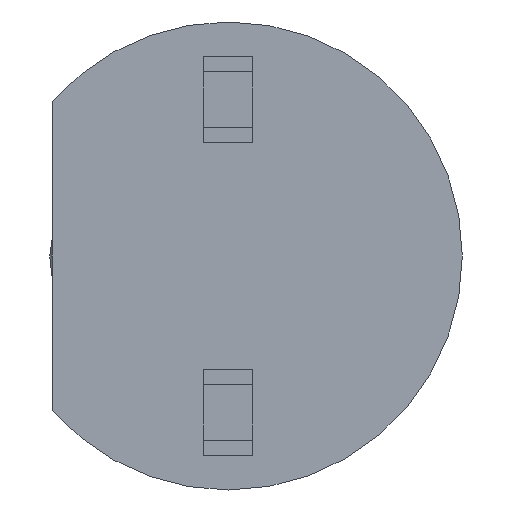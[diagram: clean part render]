
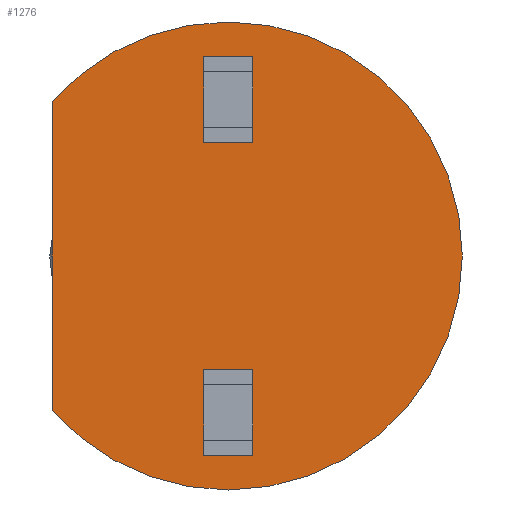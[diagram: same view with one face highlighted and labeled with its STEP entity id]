
A CAD part, front view. The second image highlights one B-rep face of the part: STEP entity #1276.
In plain terms, the highlighted planar face has unit normal (0, -1, 0).
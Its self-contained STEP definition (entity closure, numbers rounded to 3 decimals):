
#163 = VERTEX_POINT ( 'NONE', #4108 ) ;
#214 = EDGE_CURVE ( 'NONE', #15899, #163, #4214, .T. ) ;
#660 = EDGE_CURVE ( 'NONE', #662, #764, #5948, .T. ) ;
#662 = VERTEX_POINT ( 'NONE', #5949 ) ;
#738 = EDGE_CURVE ( 'NONE', #764, #786, #6174, .T. ) ;
#764 = VERTEX_POINT ( 'NONE', #6245 ) ;
#786 = VERTEX_POINT ( 'NONE', #6308 ) ;
#1242 = ORIENTED_EDGE ( 'NONE', *, *, #1244, .T. ) ;
#1244 = EDGE_CURVE ( 'NONE', #1246, #1248, #7449, .T. ) ;
#1246 = VERTEX_POINT ( 'NONE', #7445 ) ;
#1248 = VERTEX_POINT ( 'NONE', #7444 ) ;
#1250 = ORIENTED_EDGE ( 'NONE', *, *, #1252, .F. ) ;
#1252 = EDGE_CURVE ( 'NONE', #1254, #1248, #7439, .T. ) ;
#1254 = VERTEX_POINT ( 'NONE', #7434 ) ;
#1256 = ORIENTED_EDGE ( 'NONE', *, *, #1258, .F. ) ;
#1258 = EDGE_CURVE ( 'NONE', #1259, #1254, #7429, .T. ) ;
#1259 = VERTEX_POINT ( 'NONE', #7425 ) ;
#1261 = ORIENTED_EDGE ( 'NONE', *, *, #1262, .T. ) ;
#1262 = EDGE_CURVE ( 'NONE', #1259, #1246, #7464, .T. ) ;
#1265 = EDGE_LOOP ( 'NONE', ( #1267, #1387, #1388, #1390 ) ) ;
#1267 = ORIENTED_EDGE ( 'NONE', *, *, #1298, .T. ) ;
#1271 = EDGE_CURVE ( 'NONE', #786, #1300, #7456, .T. ) ;
#1276 = ADVANCED_FACE ( 'NONE', ( #7509, #7508, #7507 ), #7559, .T. ) ;
#1278 = EDGE_LOOP ( 'NONE', ( #1279, #1287, #1291, #1293 ) ) ;
#1279 = ORIENTED_EDGE ( 'NONE', *, *, #1281, .T. ) ;
#1281 = EDGE_CURVE ( 'NONE', #1283, #1285, #7551, .T. ) ;
#1283 = VERTEX_POINT ( 'NONE', #7544 ) ;
#1285 = VERTEX_POINT ( 'NONE', #7543 ) ;
#1287 = ORIENTED_EDGE ( 'NONE', *, *, #1289, .T. ) ;
#1289 = EDGE_CURVE ( 'NONE', #1285, #163, #7582, .T. ) ;
#1291 = ORIENTED_EDGE ( 'NONE', *, *, #214, .F. ) ;
#1293 = ORIENTED_EDGE ( 'NONE', *, *, #1295, .F. ) ;
#1295 = EDGE_CURVE ( 'NONE', #1283, #15899, #7573, .T. ) ;
#1297 = EDGE_LOOP ( 'NONE', ( #1242, #1250, #1256, #1261 ) ) ;
#1298 = EDGE_CURVE ( 'NONE', #1300, #662, #7568, .T. ) ;
#1300 = VERTEX_POINT ( 'NONE', #7610 ) ;
#1387 = ORIENTED_EDGE ( 'NONE', *, *, #660, .T. ) ;
#1388 = ORIENTED_EDGE ( 'NONE', *, *, #738, .T. ) ;
#1390 = ORIENTED_EDGE ( 'NONE', *, *, #1271, .T. ) ;
#4108 = CARTESIAN_POINT ( 'NONE',  ( 0.2, -3.8, -1.045 ) ) ;
#4211 = DIRECTION ( 'NONE',  ( 0., 0., 1. ) ) ;
#4212 = VECTOR ( 'NONE', #4211, 1000. ) ;
#4213 = CARTESIAN_POINT ( 'NONE',  ( 0.2, -3.8, -4.071 ) ) ;
#4214 = LINE ( 'NONE', #4213, #4212 ) ;
#5944 = DIRECTION ( 'NONE',  ( 0., 0., -1. ) ) ;
#5945 = DIRECTION ( 'NONE',  ( 0., -1., 0. ) ) ;
#5946 = CARTESIAN_POINT ( 'NONE',  ( 0., -3.8, 0. ) ) ;
#5947 = AXIS2_PLACEMENT_3D ( 'NONE', #5946, #5945, #5944 ) ;
#5948 = CIRCLE ( 'NONE', #5947, 1.9 ) ;
#5949 = CARTESIAN_POINT ( 'NONE',  ( 0., -3.8, -1.9 ) ) ;
#6159 = DIRECTION ( 'NONE',  ( 0., 0., -1. ) ) ;
#6160 = DIRECTION ( 'NONE',  ( 0., -1., 0. ) ) ;
#6172 = CARTESIAN_POINT ( 'NONE',  ( 0., -3.8, 0. ) ) ;
#6173 = AXIS2_PLACEMENT_3D ( 'NONE', #6172, #6160, #6159 ) ;
#6174 = CIRCLE ( 'NONE', #6173, 1.9 ) ;
#6245 = CARTESIAN_POINT ( 'NONE',  ( 0., -3.8, 1.9 ) ) ;
#6308 = CARTESIAN_POINT ( 'NONE',  ( -1.428, -3.8, 1.253 ) ) ;
#7425 = CARTESIAN_POINT ( 'NONE',  ( -0.2, -3.8, 1.495 ) ) ;
#7426 = DIRECTION ( 'NONE',  ( 0., 0., -1. ) ) ;
#7427 = VECTOR ( 'NONE', #7426, 1000. ) ;
#7428 = CARTESIAN_POINT ( 'NONE',  ( -0.2, -3.8, -4.071 ) ) ;
#7429 = LINE ( 'NONE', #7428, #7427 ) ;
#7434 = CARTESIAN_POINT ( 'NONE',  ( -0.2, -3.8, 1.045 ) ) ;
#7436 = DIRECTION ( 'NONE',  ( 1., 0., 0. ) ) ;
#7437 = VECTOR ( 'NONE', #7436, 1000. ) ;
#7438 = CARTESIAN_POINT ( 'NONE',  ( 0.236, -3.8, 1.045 ) ) ;
#7439 = LINE ( 'NONE', #7438, #7437 ) ;
#7444 = CARTESIAN_POINT ( 'NONE',  ( 0.2, -3.8, 1.045 ) ) ;
#7445 = CARTESIAN_POINT ( 'NONE',  ( 0.2, -3.8, 1.495 ) ) ;
#7446 = DIRECTION ( 'NONE',  ( 0., 0., -1. ) ) ;
#7447 = VECTOR ( 'NONE', #7446, 1000. ) ;
#7448 = CARTESIAN_POINT ( 'NONE',  ( 0.2, -3.8, -4.071 ) ) ;
#7449 = LINE ( 'NONE', #7448, #7447 ) ;
#7456 = LINE ( 'NONE', #7534, #7533 ) ;
#7461 = DIRECTION ( 'NONE',  ( 1., 0., 0. ) ) ;
#7462 = VECTOR ( 'NONE', #7461, 1000. ) ;
#7463 = CARTESIAN_POINT ( 'NONE',  ( 0.236, -3.8, 1.495 ) ) ;
#7464 = LINE ( 'NONE', #7463, #7462 ) ;
#7507 = FACE_OUTER_BOUND ( 'NONE', #1265, .T. ) ;
#7508 = FACE_BOUND ( 'NONE', #1297, .T. ) ;
#7509 = FACE_BOUND ( 'NONE', #1278, .T. ) ;
#7532 = DIRECTION ( 'NONE',  ( 0., 0., -1. ) ) ;
#7533 = VECTOR ( 'NONE', #7532, 1000. ) ;
#7534 = CARTESIAN_POINT ( 'NONE',  ( -1.428, -3.8, -1.253 ) ) ;
#7543 = CARTESIAN_POINT ( 'NONE',  ( -0.2, -3.8, -1.045 ) ) ;
#7544 = CARTESIAN_POINT ( 'NONE',  ( -0.2, -3.8, -1.495 ) ) ;
#7545 = DIRECTION ( 'NONE',  ( 0., 0., 1. ) ) ;
#7546 = VECTOR ( 'NONE', #7545, 1000. ) ;
#7547 = CARTESIAN_POINT ( 'NONE',  ( -0.2, -3.8, -4.071 ) ) ;
#7551 = LINE ( 'NONE', #7547, #7546 ) ;
#7554 = DIRECTION ( 'NONE',  ( 0., 0., -1. ) ) ;
#7555 = DIRECTION ( 'NONE',  ( 0., -1., 0. ) ) ;
#7556 = CARTESIAN_POINT ( 'NONE',  ( 0., -3.8, 0. ) ) ;
#7557 = AXIS2_PLACEMENT_3D ( 'NONE', #7556, #7555, #7554 ) ;
#7559 = PLANE ( 'NONE',  #7557 ) ;
#7564 = DIRECTION ( 'NONE',  ( 0., 0., -1. ) ) ;
#7565 = DIRECTION ( 'NONE',  ( 0., -1., 0. ) ) ;
#7566 = CARTESIAN_POINT ( 'NONE',  ( 0., -3.8, 0. ) ) ;
#7567 = AXIS2_PLACEMENT_3D ( 'NONE', #7566, #7565, #7564 ) ;
#7568 = CIRCLE ( 'NONE', #7567, 1.9 ) ;
#7570 = DIRECTION ( 'NONE',  ( 1., 0., 0. ) ) ;
#7571 = VECTOR ( 'NONE', #7570, 1000. ) ;
#7572 = CARTESIAN_POINT ( 'NONE',  ( 0.236, -3.8, -1.495 ) ) ;
#7573 = LINE ( 'NONE', #7572, #7571 ) ;
#7579 = DIRECTION ( 'NONE',  ( 1., 0., 0. ) ) ;
#7580 = VECTOR ( 'NONE', #7579, 1000. ) ;
#7581 = CARTESIAN_POINT ( 'NONE',  ( 0.236, -3.8, -1.045 ) ) ;
#7582 = LINE ( 'NONE', #7581, #7580 ) ;
#7610 = CARTESIAN_POINT ( 'NONE',  ( -1.428, -3.8, -1.253 ) ) ;
#15638 = CARTESIAN_POINT ( 'NONE',  ( 0.2, -3.8, -1.495 ) ) ;
#15899 = VERTEX_POINT ( 'NONE', #15638 ) ;
